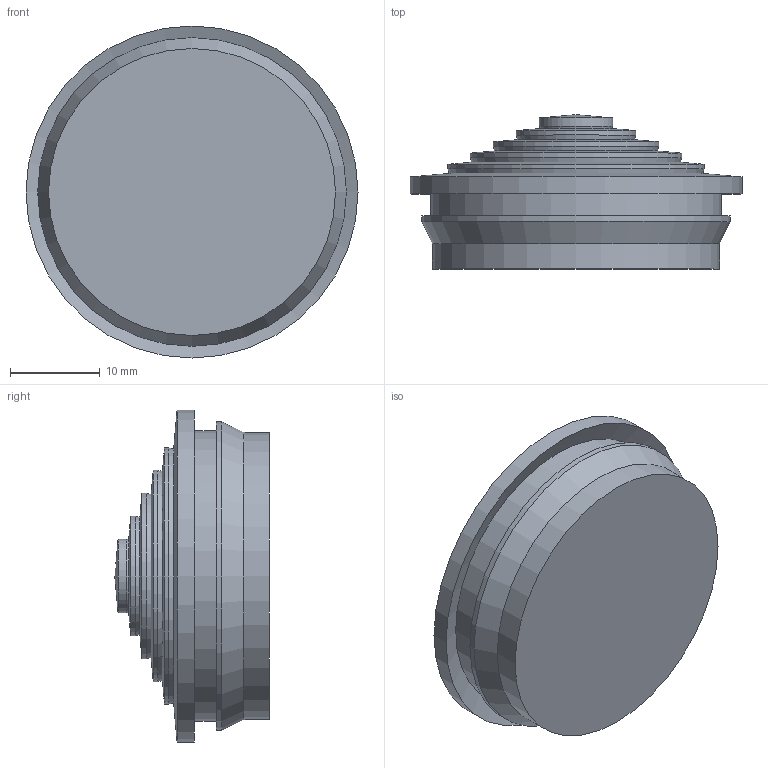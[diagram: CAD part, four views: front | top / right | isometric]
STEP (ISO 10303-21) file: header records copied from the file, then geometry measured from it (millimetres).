
FILE_DESCRIPTION (( 'STEP AP214' ), '1' );
FILE_NAME ('2012344.stp', '2023-03-06T12:06:18', ( '' ), ( '' ), 'SwSTEP 2.0', 'SolidWorks 2022', '' );
FILE_SCHEMA (( 'AUTOMOTIVE_DESIGN' ));
Length unit declared in the file: millimetre
Products named in the file (1): 2012344
Bounding box: 36.9 x 17.16 x 36.9 mm (x, y, z)
Volume: 11030.5 mm3; surface area: 3766 mm2
Topology: 1 solids, 1 shells, 24 faces, 46 edges, 24 vertices
Faces by surface type: cone 13, cylinder 9, plane 2
Full cylindrical faces by diameter (mm): 8.2 x1, 13.3 x1, 18.4 x1, 23.5 x1, 28.5 x1, 31.9 x1, 32.3 x1, 34.3 x1, 36.9 x1
Entity records: 508 total; most frequent: DIRECTION 96, CARTESIAN_POINT 71, AXIS2_PLACEMENT_3D 48, EDGE_LOOP 46, ORIENTED_EDGE 46, FACE_OUTER_BOUND 33, ADVANCED_FACE 24, VERTEX_POINT 23
